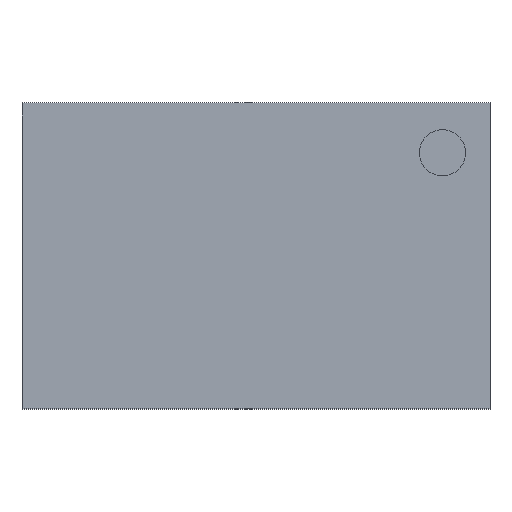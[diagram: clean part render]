
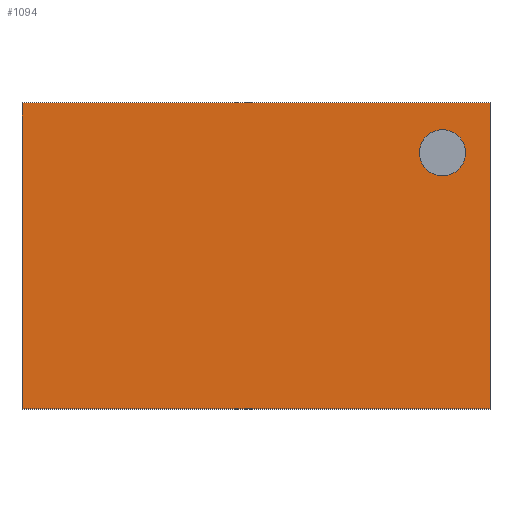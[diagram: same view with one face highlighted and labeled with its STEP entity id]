
A CAD part, top view. The second image highlights one B-rep face of the part: STEP entity #1094.
In plain terms, the highlighted planar face has unit normal (0, 0, 1).
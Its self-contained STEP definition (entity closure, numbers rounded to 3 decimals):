
#7 = DIRECTION ( 'NONE',  ( -1., 0., 0. ) ) ;
#9 = EDGE_CURVE ( 'NONE', #393, #103, #262, .T. ) ;
#100 = DIRECTION ( 'NONE',  ( 1., 0., 0. ) ) ;
#103 = VERTEX_POINT ( 'NONE', #668 ) ;
#106 = VECTOR ( 'NONE', #100, 1000. ) ;
#139 = CARTESIAN_POINT ( 'NONE',  ( 0.61, 0.337, 0.6 ) ) ;
#158 = VERTEX_POINT ( 'NONE', #449 ) ;
#162 = FACE_OUTER_BOUND ( 'NONE', #664, .T. ) ;
#168 = CARTESIAN_POINT ( 'NONE',  ( 0., 0., 0.6 ) ) ;
#191 = DIRECTION ( 'NONE',  ( 0., -1., 0. ) ) ;
#198 = CARTESIAN_POINT ( 'NONE',  ( 0.765, -0.5, 0.6 ) ) ;
#204 = DIRECTION ( 'NONE',  ( 0., 0., 1. ) ) ;
#226 = CARTESIAN_POINT ( 'NONE',  ( 0.534, 0.337, 0.6 ) ) ;
#233 = EDGE_CURVE ( 'NONE', #103, #1127, #622, .T. ) ;
#246 = PLANE ( 'NONE',  #919 ) ;
#256 = VECTOR ( 'NONE', #465, 1000. ) ;
#262 = LINE ( 'NONE', #445, #950 ) ;
#288 = CARTESIAN_POINT ( 'NONE',  ( 0.765, 0.5, 0.6 ) ) ;
#299 = LINE ( 'NONE', #198, #256 ) ;
#319 = ORIENTED_EDGE ( 'NONE', *, *, #9, .T. ) ;
#342 = ORIENTED_EDGE ( 'NONE', *, *, #776, .F. ) ;
#345 = DIRECTION ( 'NONE',  ( 0., 0., -1. ) ) ;
#381 = CARTESIAN_POINT ( 'NONE',  ( -0.765, 0.5, 0.6 ) ) ;
#393 = VERTEX_POINT ( 'NONE', #589 ) ;
#433 = VECTOR ( 'NONE', #1081, 1000. ) ;
#438 = VERTEX_POINT ( 'NONE', #288 ) ;
#442 = EDGE_CURVE ( 'NONE', #1127, #438, #299, .T. ) ;
#445 = CARTESIAN_POINT ( 'NONE',  ( -0.765, -0.5, 0.6 ) ) ;
#449 = CARTESIAN_POINT ( 'NONE',  ( 0.685, 0.337, 0.6 ) ) ;
#465 = DIRECTION ( 'NONE',  ( 0., 1., 0. ) ) ;
#524 = EDGE_CURVE ( 'NONE', #733, #158, #1037, .T. ) ;
#525 = ORIENTED_EDGE ( 'NONE', *, *, #524, .F. ) ;
#538 = AXIS2_PLACEMENT_3D ( 'NONE', #1089, #204, #1072 ) ;
#540 = EDGE_CURVE ( 'NONE', #438, #393, #899, .T. ) ;
#566 = ORIENTED_EDGE ( 'NONE', *, *, #233, .T. ) ;
#589 = CARTESIAN_POINT ( 'NONE',  ( -0.765, 0.5, 0.6 ) ) ;
#590 = EDGE_LOOP ( 'NONE', ( #342, #525 ) ) ;
#616 = CARTESIAN_POINT ( 'NONE',  ( -0.765, -0.5, 0.6 ) ) ;
#622 = LINE ( 'NONE', #616, #106 ) ;
#664 = EDGE_LOOP ( 'NONE', ( #695, #1084, #319, #566 ) ) ;
#668 = CARTESIAN_POINT ( 'NONE',  ( -0.765, -0.5, 0.6 ) ) ;
#695 = ORIENTED_EDGE ( 'NONE', *, *, #442, .T. ) ;
#733 = VERTEX_POINT ( 'NONE', #226 ) ;
#776 = EDGE_CURVE ( 'NONE', #158, #733, #870, .T. ) ;
#781 = FACE_BOUND ( 'NONE', #590, .T. ) ;
#870 = CIRCLE ( 'NONE', #960, 0.075 ) ;
#899 = LINE ( 'NONE', #381, #433 ) ;
#919 = AXIS2_PLACEMENT_3D ( 'NONE', #168, #345, #7 ) ;
#923 = DIRECTION ( 'NONE',  ( 0., 0., 1. ) ) ;
#950 = VECTOR ( 'NONE', #191, 1000. ) ;
#960 = AXIS2_PLACEMENT_3D ( 'NONE', #139, #923, #1014 ) ;
#1014 = DIRECTION ( 'NONE',  ( 1., 0., 0. ) ) ;
#1037 = CIRCLE ( 'NONE', #538, 0.075 ) ;
#1072 = DIRECTION ( 'NONE',  ( 1., 0., 0. ) ) ;
#1081 = DIRECTION ( 'NONE',  ( -1., 0., 0. ) ) ;
#1084 = ORIENTED_EDGE ( 'NONE', *, *, #540, .T. ) ;
#1089 = CARTESIAN_POINT ( 'NONE',  ( 0.61, 0.337, 0.6 ) ) ;
#1094 = ADVANCED_FACE ( 'NONE', ( #781, #162 ), #246, .F. ) ;
#1111 = CARTESIAN_POINT ( 'NONE',  ( 0.765, -0.5, 0.6 ) ) ;
#1127 = VERTEX_POINT ( 'NONE', #1111 ) ;
